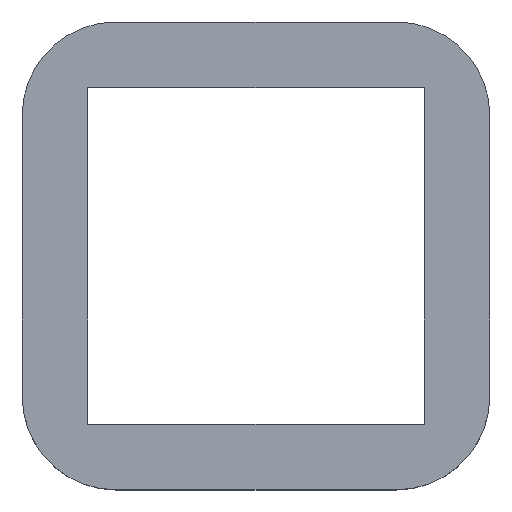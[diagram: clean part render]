
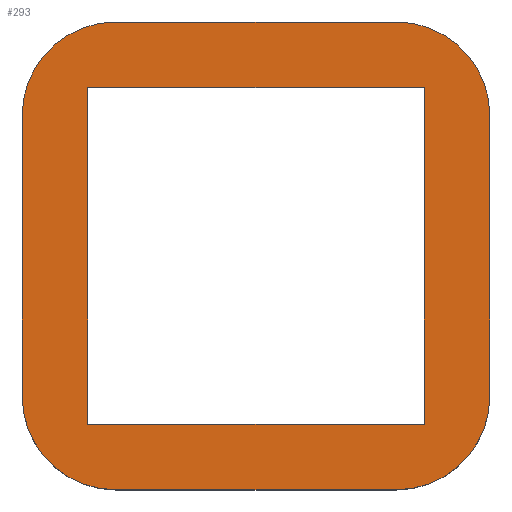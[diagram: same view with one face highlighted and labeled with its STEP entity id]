
A CAD part, top view. The second image highlights one B-rep face of the part: STEP entity #293.
In plain terms, the highlighted planar face has unit normal (0, 0, 1).
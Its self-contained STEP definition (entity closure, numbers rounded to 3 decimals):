
#18=FACE_BOUND('',#62,.T.);
#28=PLANE('',#341);
#43=FACE_OUTER_BOUND('',#61,.T.);
#61=EDGE_LOOP('',(#262,#263,#264,#265,#266,#267,#268,#269));
#62=EDGE_LOOP('',(#270,#271,#272,#273));
#68=LINE('',#444,#97);
#78=LINE('',#473,#107);
#82=LINE('',#486,#111);
#85=LINE('',#491,#114);
#87=LINE('',#495,#116);
#89=LINE('',#498,#118);
#90=LINE('',#500,#119);
#91=LINE('',#502,#120);
#97=VECTOR('',#363,10.);
#107=VECTOR('',#387,10.);
#111=VECTOR('',#401,10.);
#114=VECTOR('',#406,10.);
#116=VECTOR('',#410,10.);
#118=VECTOR('',#414,10.);
#119=VECTOR('',#417,10.);
#120=VECTOR('',#420,10.);
#124=CIRCLE('',#322,2.);
#128=CIRCLE('',#329,2.);
#129=CIRCLE('',#332,2.);
#130=CIRCLE('',#334,2.);
#135=VERTEX_POINT('',#434);
#136=VERTEX_POINT('',#436);
#138=VERTEX_POINT('',#442);
#148=VERTEX_POINT('',#466);
#149=VERTEX_POINT('',#468);
#150=VERTEX_POINT('',#472);
#151=VERTEX_POINT('',#476);
#152=VERTEX_POINT('',#480);
#153=VERTEX_POINT('',#484);
#154=VERTEX_POINT('',#485);
#155=VERTEX_POINT('',#490);
#156=VERTEX_POINT('',#494);
#162=EDGE_CURVE('',#135,#136,#124,.T.);
#166=EDGE_CURVE('',#135,#138,#68,.T.);
#178=EDGE_CURVE('',#148,#149,#128,.T.);
#180=EDGE_CURVE('',#150,#149,#78,.T.);
#182=EDGE_CURVE('',#150,#151,#129,.T.);
#185=EDGE_CURVE('',#152,#138,#130,.T.);
#186=EDGE_CURVE('',#153,#154,#82,.T.);
#189=EDGE_CURVE('',#154,#155,#85,.T.);
#191=EDGE_CURVE('',#155,#156,#87,.T.);
#193=EDGE_CURVE('',#156,#153,#89,.T.);
#194=EDGE_CURVE('',#152,#151,#90,.T.);
#195=EDGE_CURVE('',#148,#136,#91,.T.);
#262=ORIENTED_EDGE('',*,*,#162,.F.);
#263=ORIENTED_EDGE('',*,*,#166,.T.);
#264=ORIENTED_EDGE('',*,*,#185,.F.);
#265=ORIENTED_EDGE('',*,*,#194,.T.);
#266=ORIENTED_EDGE('',*,*,#182,.F.);
#267=ORIENTED_EDGE('',*,*,#180,.T.);
#268=ORIENTED_EDGE('',*,*,#178,.F.);
#269=ORIENTED_EDGE('',*,*,#195,.T.);
#270=ORIENTED_EDGE('',*,*,#193,.T.);
#271=ORIENTED_EDGE('',*,*,#186,.T.);
#272=ORIENTED_EDGE('',*,*,#189,.T.);
#273=ORIENTED_EDGE('',*,*,#191,.T.);
#293=ADVANCED_FACE('',(#43,#18),#28,.T.);
#322=AXIS2_PLACEMENT_3D('',#437,#356,#357);
#329=AXIS2_PLACEMENT_3D('',#469,#382,#383);
#332=AXIS2_PLACEMENT_3D('',#477,#391,#392);
#334=AXIS2_PLACEMENT_3D('',#482,#397,#398);
#341=AXIS2_PLACEMENT_3D('',#503,#421,#422);
#356=DIRECTION('center_axis',(0.,0.,
-1.));
#357=DIRECTION('ref_axis',(0.707,-0.707,0.));
#363=DIRECTION('',(0.,1.,0.));
#382=DIRECTION('center_axis',(0.,0.,
-1.));
#383=DIRECTION('ref_axis',(-0.707,-0.707,0.));
#387=DIRECTION('',(0.,-1.,0.));
#391=DIRECTION('center_axis',(0.,0.,
-1.));
#392=DIRECTION('ref_axis',(-0.707,0.707,0.));
#397=DIRECTION('center_axis',(0.,0.,
-1.));
#398=DIRECTION('ref_axis',(0.707,0.707,0.));
#401=DIRECTION('',(1.,0.,0.));
#406=DIRECTION('',(0.,-1.,0.));
#410=DIRECTION('',(-1.,0.,0.));
#414=DIRECTION('',(0.,1.,0.));
#417=DIRECTION('',(-1.,0.,0.));
#420=DIRECTION('',(1.,0.,0.));
#421=DIRECTION('center_axis',(0.,0.,
1.));
#422=DIRECTION('ref_axis',(1.,0.,0.));
#434=CARTESIAN_POINT('',(31.683,4.372,0.277));
#436=CARTESIAN_POINT('',(29.683,2.372,0.277));
#437=CARTESIAN_POINT('Origin',(29.683,4.372,0.277));
#442=CARTESIAN_POINT('',(31.683,10.372,0.277));
#444=CARTESIAN_POINT('',(31.683,2.372,0.277));
#466=CARTESIAN_POINT('',(23.683,2.372,0.277));
#468=CARTESIAN_POINT('',(21.683,4.372,0.277));
#469=CARTESIAN_POINT('Origin',(23.683,4.372,0.277));
#472=CARTESIAN_POINT('',(21.683,10.372,0.277));
#473=CARTESIAN_POINT('',(21.683,12.372,0.277));
#476=CARTESIAN_POINT('',(23.683,12.372,0.277));
#477=CARTESIAN_POINT('Origin',(23.683,10.372,0.277));
#480=CARTESIAN_POINT('',(29.683,12.372,0.277));
#482=CARTESIAN_POINT('Origin',(29.683,10.372,0.277));
#484=CARTESIAN_POINT('',(23.083,10.972,0.277));
#485=CARTESIAN_POINT('',(30.283,10.972,0.277));
#486=CARTESIAN_POINT('',(23.083,10.972,0.277));
#490=CARTESIAN_POINT('',(30.283,3.772,0.277));
#491=CARTESIAN_POINT('',(30.283,10.972,0.277));
#494=CARTESIAN_POINT('',(23.083,3.772,0.277));
#495=CARTESIAN_POINT('',(30.283,3.772,0.277));
#498=CARTESIAN_POINT('',(23.083,3.772,0.277));
#500=CARTESIAN_POINT('',(31.683,12.372,0.277));
#502=CARTESIAN_POINT('',(21.683,2.372,0.277));
#503=CARTESIAN_POINT('Origin',(26.683,7.372,0.277));
